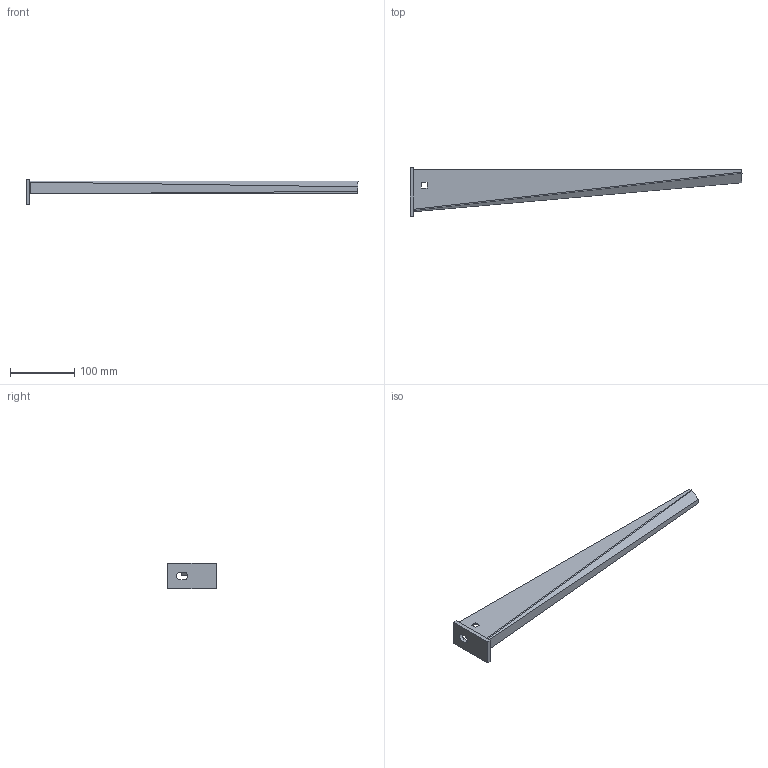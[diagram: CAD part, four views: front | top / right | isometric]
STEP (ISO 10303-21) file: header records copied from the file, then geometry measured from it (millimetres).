
FILE_DESCRIPTION (( 'STEP AP214' ), '1' );
FILE_NAME ('6420788.stp', '2024-06-14T06:18:29', ( '' ), ( '' ), 'SwSTEP 2.0', 'SolidWorks 2022', '' );
FILE_SCHEMA (( 'AUTOMOTIVE_DESIGN' ));
Length unit declared in the file: millimetre
Products named in the file (3): KTS 04.020-031_75x40x6; 123017_Standard; 6420788
Assembly tree (2 placements, depth 2):
  6420788
    123017_Standard
    KTS 04.020-031_75x40x6
Bounding box: 516.05 x 75 x 40 mm (x, y, z)
Volume: 83675.6 mm3; surface area: 81120.6 mm2
Topology: 2 solids, 2 shells, 61 faces, 163 edges, 106 vertices
Faces by surface type: plane 42, cylinder 14, bspline 5
Entity records: 2080 total; most frequent: CARTESIAN_POINT 461, ORIENTED_EDGE 326, DIRECTION 286, EDGE_CURVE 163, LINE 116, VECTOR 116, VERTEX_POINT 106, AXIS2_PLACEMENT_3D 85
